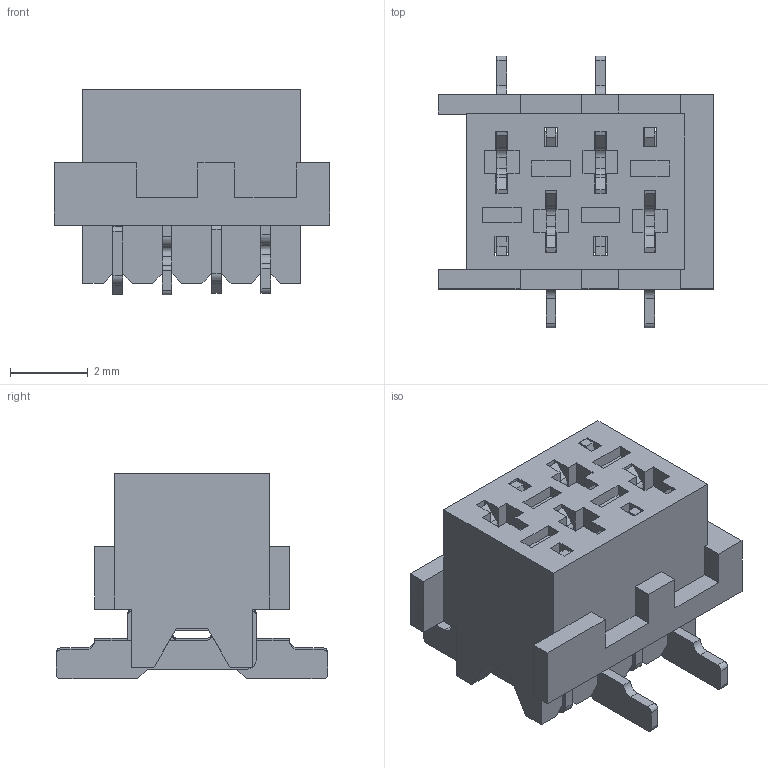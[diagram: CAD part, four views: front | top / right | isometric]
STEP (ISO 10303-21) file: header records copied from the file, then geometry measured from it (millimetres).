
FILE_DESCRIPTION(('CATIA V5 STEP Exchange'),'2;1');
FILE_NAME('690367280476 (rev1).stp','2025-07-08T22:32:39+00:00',('none'),('none'),'CATIA Version 5 Release 17 (IN-10)','CATIA V5 STEP AP214','none');
FILE_SCHEMA(('AUTOMOTIVE_DESIGN { 1 0 10303 214 1 1 1 1 }'));
Length unit declared in the file: millimetre
Products named in the file (3): Assem1; 690367280476; 69036728xx76_PIN
Assembly tree (5 placements, depth 2):
  Assem1
    690367280476
    69036728xx76_PIN  x4
Bounding box: 7.08 x 7 x 5.3 mm (x, y, z)
Volume: 103 mm3; surface area: 416.4 mm2
Topology: 5 solids, 5 shells, 366 faces, 1046 edges, 686 vertices
Faces by surface type: plane 294, cylinder 72
Entity records: 7992 total; most frequent: CARTESIAN_POINT 1768, ORIENTED_EDGE 1354, DIRECTION 1137, EDGE_CURVE 677, VECTOR 641, LINE 641, VERTEX_POINT 440, AXIS2_PLACEMENT_3D 249
